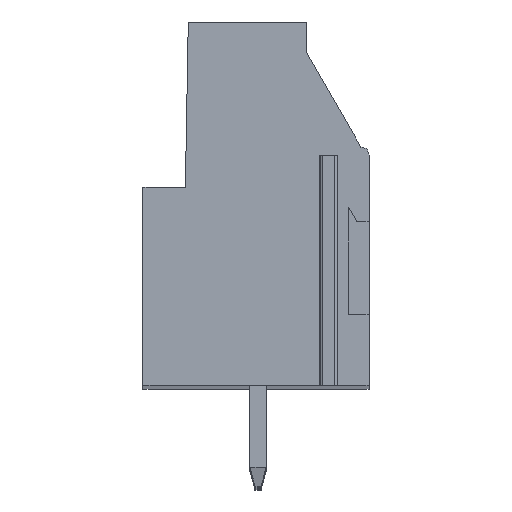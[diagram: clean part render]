
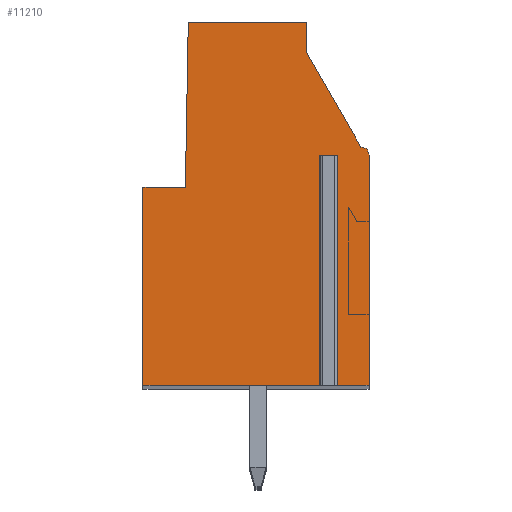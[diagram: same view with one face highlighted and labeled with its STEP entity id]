
A CAD part, top view. The second image highlights one B-rep face of the part: STEP entity #11210.
In plain terms, the highlighted planar face has unit normal (0, 0, 1).
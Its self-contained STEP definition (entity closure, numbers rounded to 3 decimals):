
#1156=DIRECTION('',(1.,0.,0.));
#1157=VECTOR('',#1156,0.5);
#1158=CARTESIAN_POINT('',(3.347,2.4,2.5));
#1159=LINE('',#1158,#1157);
#1160=DIRECTION('',(0.,1.,0.));
#1161=VECTOR('',#1160,11.4);
#1162=CARTESIAN_POINT('',(3.347,-9.,2.5));
#1163=LINE('',#1162,#1161);
#1164=DIRECTION('',(1.,0.,0.));
#1165=VECTOR('',#1164,8.95);
#1166=CARTESIAN_POINT('',(-5.603,-9.,2.5));
#1167=LINE('',#1166,#1165);
#1168=DIRECTION('',(0.,-1.,0.));
#1169=VECTOR('',#1168,9.8);
#1170=CARTESIAN_POINT('',(-5.603,0.8,2.5));
#1171=LINE('',#1170,#1169);
#1172=DIRECTION('',(-1.,0.,0.));
#1173=VECTOR('',#1172,2.1);
#1174=CARTESIAN_POINT('',(-3.503,0.8,2.5));
#1175=LINE('',#1174,#1173);
#1176=DIRECTION('',(-0.017,-1.,0.));
#1177=VECTOR('',#1176,8.201);
#1178=CARTESIAN_POINT('',(-3.36,9.,2.5));
#1179=LINE('',#1178,#1177);
#1180=DIRECTION('',(-1.,0.,0.));
#1181=VECTOR('',#1180,5.86);
#1182=CARTESIAN_POINT('',(2.5,9.,2.5));
#1183=LINE('',#1182,#1181);
#1184=DIRECTION('',(0.,1.,0.));
#1185=VECTOR('',#1184,1.523);
#1186=CARTESIAN_POINT('',(2.5,7.477,2.5));
#1187=LINE('',#1186,#1185);
#1188=DIRECTION('',(-0.5,0.866,0.));
#1189=VECTOR('',#1188,5.394);
#1190=CARTESIAN_POINT('',(5.197,2.805,2.5));
#1191=LINE('',#1190,#1189);
#1192=CARTESIAN_POINT('',(5.197,2.405,2.5));
#1193=DIRECTION('',(0.,0.,1.));
#1194=DIRECTION('',(1.,0.,0.));
#1195=AXIS2_PLACEMENT_3D('',#1192,#1193,#1194);
#1197=DIRECTION('',(0.,1.,0.));
#1198=VECTOR('',#1197,11.405);
#1199=CARTESIAN_POINT('',(5.597,-9.,2.5));
#1200=LINE('',#1199,#1198);
#1201=DIRECTION('',(1.,0.,0.));
#1202=VECTOR('',#1201,1.75);
#1203=CARTESIAN_POINT('',(3.847,-9.,2.5));
#1204=LINE('',#1203,#1202);
#1205=DIRECTION('',(0.,1.,0.));
#1206=VECTOR('',#1205,11.4);
#1207=CARTESIAN_POINT('',(3.847,-9.,2.5));
#1208=LINE('',#1207,#1206);
#8173=CARTESIAN_POINT('',(5.597,-9.,2.5));
#8174=CARTESIAN_POINT('',(5.597,2.405,2.5));
#8175=VERTEX_POINT('',#8173);
#8176=VERTEX_POINT('',#8174);
#8177=CARTESIAN_POINT('',(5.197,2.805,2.5));
#8178=VERTEX_POINT('',#8177);
#8179=CARTESIAN_POINT('',(2.5,7.477,2.5));
#8180=VERTEX_POINT('',#8179);
#8181=CARTESIAN_POINT('',(2.5,9.,2.5));
#8182=VERTEX_POINT('',#8181);
#8183=CARTESIAN_POINT('',(-3.36,9.,2.5));
#8184=VERTEX_POINT('',#8183);
#8185=CARTESIAN_POINT('',(-3.503,0.8,2.5));
#8186=VERTEX_POINT('',#8185);
#8187=CARTESIAN_POINT('',(-5.603,0.8,2.5));
#8188=VERTEX_POINT('',#8187);
#8189=CARTESIAN_POINT('',(-5.603,-9.,2.5));
#8190=VERTEX_POINT('',#8189);
#8227=CARTESIAN_POINT('',(3.347,2.4,2.5));
#8228=CARTESIAN_POINT('',(3.847,2.4,2.5));
#8229=VERTEX_POINT('',#8227);
#8230=VERTEX_POINT('',#8228);
#8231=CARTESIAN_POINT('',(3.347,-9.,2.5));
#8232=VERTEX_POINT('',#8231);
#8233=CARTESIAN_POINT('',(3.847,-9.,2.5));
#8234=VERTEX_POINT('',#8233);
#11187=CARTESIAN_POINT('',(0.,0.,2.5));
#11188=DIRECTION('',(0.,0.,1.));
#11189=DIRECTION('',(1.,0.,0.));
#11190=AXIS2_PLACEMENT_3D('',#11187,#11188,#11189);
#11191=PLANE('',#11190);
#11193=ORIENTED_EDGE('',*,*,#11192,.F.);
#11195=ORIENTED_EDGE('',*,*,#11194,.F.);
#11196=ORIENTED_EDGE('',*,*,#10397,.F.);
#11197=ORIENTED_EDGE('',*,*,#10732,.F.);
#11198=ORIENTED_EDGE('',*,*,#10746,.F.);
#11199=ORIENTED_EDGE('',*,*,#10760,.F.);
#11200=ORIENTED_EDGE('',*,*,#10774,.F.);
#11201=ORIENTED_EDGE('',*,*,#10920,.F.);
#11202=ORIENTED_EDGE('',*,*,#10934,.F.);
#11203=ORIENTED_EDGE('',*,*,#10948,.F.);
#11204=ORIENTED_EDGE('',*,*,#10961,.F.);
#11205=ORIENTED_EDGE('',*,*,#10409,.F.);
#11207=ORIENTED_EDGE('',*,*,#11206,.T.);
#11208=EDGE_LOOP('',(#11193,#11195,#11196,#11197,#11198,#11199,#11200,#11201,
#11202,#11203,#11204,#11205,#11207));
#11209=FACE_OUTER_BOUND('',#11208,.F.);
#1196=CIRCLE('',#1195,0.4);
#10397=EDGE_CURVE('',#8190,#8232,#1167,.T.);
#10409=EDGE_CURVE('',#8234,#8175,#1204,.T.);
#10732=EDGE_CURVE('',#8188,#8190,#1171,.T.);
#10746=EDGE_CURVE('',#8186,#8188,#1175,.T.);
#10760=EDGE_CURVE('',#8184,#8186,#1179,.T.);
#10774=EDGE_CURVE('',#8182,#8184,#1183,.T.);
#10920=EDGE_CURVE('',#8180,#8182,#1187,.T.);
#10934=EDGE_CURVE('',#8178,#8180,#1191,.T.);
#10948=EDGE_CURVE('',#8176,#8178,#1196,.T.);
#10961=EDGE_CURVE('',#8175,#8176,#1200,.T.);
#11192=EDGE_CURVE('',#8229,#8230,#1159,.T.);
#11194=EDGE_CURVE('',#8232,#8229,#1163,.T.);
#11206=EDGE_CURVE('',#8234,#8230,#1208,.T.);
#11210=ADVANCED_FACE('',(#11209),#11191,.T.);
